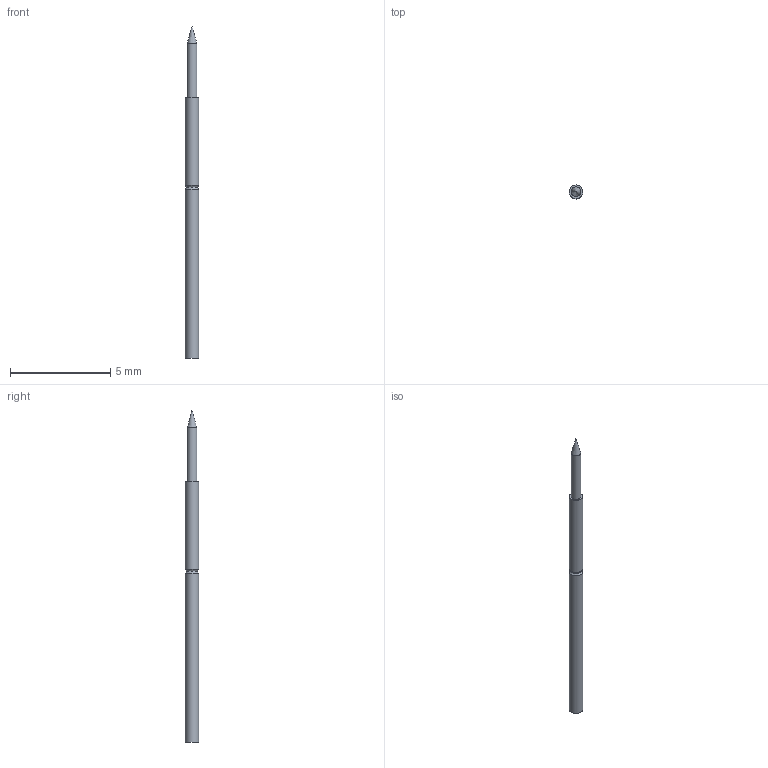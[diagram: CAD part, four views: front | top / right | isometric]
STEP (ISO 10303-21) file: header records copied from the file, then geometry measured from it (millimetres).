
FILE_DESCRIPTION(('FreeCAD Model'),'2;1');
FILE_NAME('P50-B1_pogo.step','2021-03-12T18:16:19',('Author'),(''), 'Open CASCADE STEP processor 7.4','FreeCAD','Unknown');
FILE_SCHEMA(('AUTOMOTIVE_DESIGN { 1 0 10303 214 1 1 1 1 }'));
Length unit declared in the file: millimetre
Products named in the file (1): Body
Bounding box: 0.68 x 0.68 x 16.55 mm (x, y, z)
Volume: 5.2 mm3; surface area: 33.1 mm2
Topology: 1 solids, 1 shells, 8 faces, 14 edges, 8 vertices
Faces by surface type: cylinder 3, cone 3, plane 2
Full cylindrical faces by diameter (mm): 0.48 x1, 0.68 x2
Entity records: 356 total; most frequent: CARTESIAN_POINT 79, DIRECTION 41, ORIENTED_EDGE 26, PCURVE 26, DEFINITIONAL_REPRESENTATION 26, B_SPLINE_CURVE_WITH_KNOTS 23, AXIS2_PLACEMENT_3D 16, EDGE_CURVE 13
